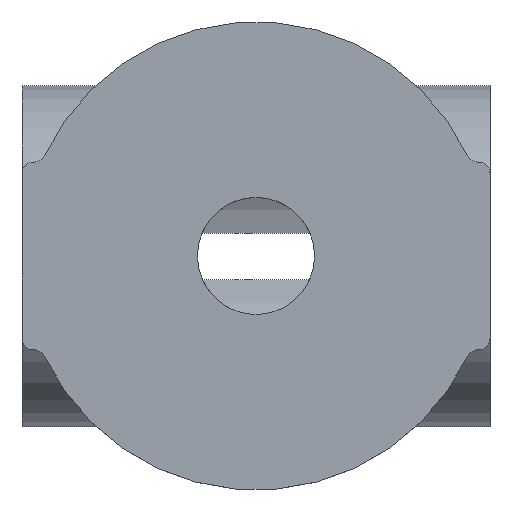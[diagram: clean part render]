
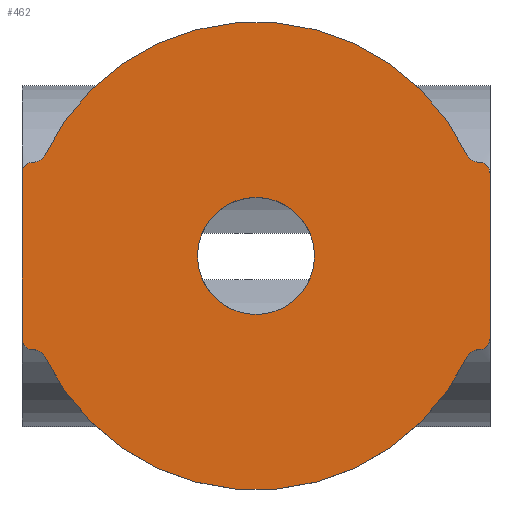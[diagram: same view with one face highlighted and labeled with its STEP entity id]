
A CAD part, top view. The second image highlights one B-rep face of the part: STEP entity #462.
In plain terms, the highlighted planar face has unit normal (0, 0, 1).
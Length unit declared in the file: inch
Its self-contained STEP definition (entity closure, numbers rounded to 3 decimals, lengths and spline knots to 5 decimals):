
#16=FACE_BOUND('',#85,.T.);
#33=PLANE('',#524);
#58=FACE_OUTER_BOUND('',#84,.T.);
#84=EDGE_LOOP('',(#407,#408,#409,#410,#411,#412,#413,#414,#415,#416,#417,
#418,#419,#420,#421,#422));
#85=EDGE_LOOP('',(#423));
#88=LINE('',#672,#125);
#94=LINE('',#710,#131);
#99=LINE('',#730,#136);
#103=LINE('',#743,#140);
#111=LINE('',#776,#148);
#113=LINE('',#793,#150);
#125=VECTOR('',#537,0.3937);
#131=VECTOR('',#553,0.3937);
#136=VECTOR('',#572,0.3937);
#140=VECTOR('',#584,0.3937);
#148=VECTOR('',#604,0.3937);
#150=VECTOR('',#612,0.3937);
#161=CIRCLE('',#479,0.025);
#162=CIRCLE('',#482,0.025);
#163=CIRCLE('',#484,0.025);
#168=CIRCLE('',#491,0.025);
#170=CIRCLE('',#495,0.025);
#171=CIRCLE('',#498,0.025);
#173=CIRCLE('',#501,0.025);
#174=CIRCLE('',#504,0.025);
#178=CIRCLE('',#510,0.5);
#181=CIRCLE('',#514,0.5);
#182=CIRCLE('',#523,0.125);
#185=VERTEX_POINT('',#665);
#186=VERTEX_POINT('',#667);
#187=VERTEX_POINT('',#671);
#189=VERTEX_POINT('',#677);
#191=VERTEX_POINT('',#692);
#192=VERTEX_POINT('',#693);
#201=VERTEX_POINT('',#724);
#202=VERTEX_POINT('',#726);
#205=VERTEX_POINT('',#736);
#206=VERTEX_POINT('',#738);
#207=VERTEX_POINT('',#742);
#209=VERTEX_POINT('',#748);
#213=VERTEX_POINT('',#766);
#214=VERTEX_POINT('',#768);
#216=VERTEX_POINT('',#774);
#217=VERTEX_POINT('',#778);
#225=VERTEX_POINT('',#862);
#228=EDGE_CURVE('',#185,#186,#161,.T.);
#230=EDGE_CURVE('',#186,#187,#88,.T.);
#233=EDGE_CURVE('',#187,#189,#162,.T.);
#236=EDGE_CURVE('',#191,#192,#163,.T.);
#240=EDGE_CURVE('',#189,#191,#94,.T.);
#248=EDGE_CURVE('',#201,#202,#168,.T.);
#250=EDGE_CURVE('',#192,#201,#99,.T.);
#254=EDGE_CURVE('',#205,#206,#170,.T.);
#256=EDGE_CURVE('',#206,#207,#103,.T.);
#259=EDGE_CURVE('',#207,#209,#171,.T.);
#264=EDGE_CURVE('',#213,#214,#173,.T.);
#268=EDGE_CURVE('',#216,#213,#111,.T.);
#269=EDGE_CURVE('',#217,#216,#174,.T.);
#272=EDGE_CURVE('',#209,#217,#113,.T.);
#278=EDGE_CURVE('',#202,#205,#178,.T.);
#281=EDGE_CURVE('',#214,#185,#181,.T.);
#291=EDGE_CURVE('',#225,#225,#182,.T.);
#407=ORIENTED_EDGE('',*,*,#233,.F.);
#408=ORIENTED_EDGE('',*,*,#230,.F.);
#409=ORIENTED_EDGE('',*,*,#228,.F.);
#410=ORIENTED_EDGE('',*,*,#281,.F.);
#411=ORIENTED_EDGE('',*,*,#264,.F.);
#412=ORIENTED_EDGE('',*,*,#268,.F.);
#413=ORIENTED_EDGE('',*,*,#269,.F.);
#414=ORIENTED_EDGE('',*,*,#272,.F.);
#415=ORIENTED_EDGE('',*,*,#259,.F.);
#416=ORIENTED_EDGE('',*,*,#256,.F.);
#417=ORIENTED_EDGE('',*,*,#254,.F.);
#418=ORIENTED_EDGE('',*,*,#278,.F.);
#419=ORIENTED_EDGE('',*,*,#248,.F.);
#420=ORIENTED_EDGE('',*,*,#250,.F.);
#421=ORIENTED_EDGE('',*,*,#236,.F.);
#422=ORIENTED_EDGE('',*,*,#240,.F.);
#423=ORIENTED_EDGE('',*,*,#291,.F.);
#462=ADVANCED_FACE('',(#58,#16),#33,.F.);
#479=AXIS2_PLACEMENT_3D('',#668,#532,#533);
#482=AXIS2_PLACEMENT_3D('',#678,#542,#543);
#484=AXIS2_PLACEMENT_3D('',#694,#547,#548);
#491=AXIS2_PLACEMENT_3D('',#727,#567,#568);
#495=AXIS2_PLACEMENT_3D('',#739,#579,#580);
#498=AXIS2_PLACEMENT_3D('',#749,#589,#590);
#501=AXIS2_PLACEMENT_3D('',#769,#597,#598);
#504=AXIS2_PLACEMENT_3D('',#779,#607,#608);
#510=AXIS2_PLACEMENT_3D('',#804,#623,#624);
#514=AXIS2_PLACEMENT_3D('',#808,#631,#632);
#523=AXIS2_PLACEMENT_3D('',#864,#656,#657);
#524=AXIS2_PLACEMENT_3D('',#865,#658,#659);
#532=DIRECTION('center_axis',(0.,0.,
1.));
#533=DIRECTION('ref_axis',(-0.534,-0.845,0.));
#537=DIRECTION('',(1.,0.,0.));
#542=DIRECTION('center_axis',(0.,0.,
-1.));
#543=DIRECTION('ref_axis',(0.707,0.707,0.));
#547=DIRECTION('center_axis',(0.,0.,
-1.));
#548=DIRECTION('ref_axis',(0.707,-0.707,0.));
#553=DIRECTION('',(0.,-1.,0.));
#567=DIRECTION('center_axis',(0.,0.,
1.));
#568=DIRECTION('ref_axis',(-0.534,0.845,0.));
#572=DIRECTION('',(-1.,0.,0.));
#579=DIRECTION('center_axis',(0.,0.,
1.));
#580=DIRECTION('ref_axis',(0.534,0.845,0.));
#584=DIRECTION('',(-1.,0.,0.));
#589=DIRECTION('center_axis',(0.,0.,
-1.));
#590=DIRECTION('ref_axis',(-0.707,-0.707,0.));
#597=DIRECTION('center_axis',(0.,0.,
1.));
#598=DIRECTION('ref_axis',(0.534,-0.845,0.));
#604=DIRECTION('',(1.,0.,0.));
#607=DIRECTION('center_axis',(0.,0.,
-1.));
#608=DIRECTION('ref_axis',(-0.707,0.707,0.));
#612=DIRECTION('',(0.,1.,0.));
#623=DIRECTION('center_axis',(0.,0.,
-1.));
#624=DIRECTION('ref_axis',(1.,0.,0.));
#631=DIRECTION('center_axis',(0.,0.,
-1.));
#632=DIRECTION('ref_axis',(1.,0.,0.));
#656=DIRECTION('center_axis',(0.,0.,
1.));
#657=DIRECTION('ref_axis',(1.,0.,0.));
#658=DIRECTION('center_axis',(0.,0.,
-1.));
#659=DIRECTION('ref_axis',(1.,0.,0.));
#665=CARTESIAN_POINT('',(1.98578,-3.27615,-0.25111));
#667=CARTESIAN_POINT('',(2.00836,-3.29041,-0.25111));
#668=CARTESIAN_POINT('Origin',(2.00836,-3.26541,-0.25111));
#671=CARTESIAN_POINT('',(2.00925,-3.29041,-0.25111));
#672=CARTESIAN_POINT('',(1.78425,-3.29041,-0.25111));
#677=CARTESIAN_POINT('',(2.03425,-3.31541,-0.25111));
#678=CARTESIAN_POINT('Origin',(2.00925,-3.31541,-0.25111));
#692=CARTESIAN_POINT('',(2.03425,-3.66641,-0.25111));
#693=CARTESIAN_POINT('',(2.00925,-3.69141,-0.25111));
#694=CARTESIAN_POINT('Origin',(2.00925,-3.66641,-0.25111));
#710=CARTESIAN_POINT('',(2.03425,-3.49091,-0.25111));
#724=CARTESIAN_POINT('',(2.00836,-3.69141,-0.25111));
#726=CARTESIAN_POINT('',(1.98578,-3.70568,-0.25111));
#727=CARTESIAN_POINT('Origin',(2.00836,-3.71641,-0.25111));
#730=CARTESIAN_POINT('',(1.76327,-3.69141,-0.25111));
#736=CARTESIAN_POINT('',(1.08272,-3.70568,-0.25111));
#738=CARTESIAN_POINT('',(1.06015,-3.69141,-0.25111));
#739=CARTESIAN_POINT('Origin',(1.06015,-3.71641,-0.25111));
#742=CARTESIAN_POINT('',(1.05925,-3.69141,-0.25111));
#743=CARTESIAN_POINT('',(1.28425,-3.69141,-0.25111));
#748=CARTESIAN_POINT('',(1.03425,-3.66641,-0.25111));
#749=CARTESIAN_POINT('Origin',(1.05925,-3.66641,-0.25111));
#766=CARTESIAN_POINT('',(1.06015,-3.29041,-0.25111));
#768=CARTESIAN_POINT('',(1.08272,-3.27615,-0.25111));
#769=CARTESIAN_POINT('Origin',(1.06015,-3.26541,-0.25111));
#774=CARTESIAN_POINT('',(1.05925,-3.29041,-0.25111));
#776=CARTESIAN_POINT('',(1.30523,-3.29041,-0.25111));
#778=CARTESIAN_POINT('',(1.03425,-3.31541,-0.25111));
#779=CARTESIAN_POINT('Origin',(1.05925,-3.31541,-0.25111));
#793=CARTESIAN_POINT('',(1.03425,-3.49091,-0.25111));
#804=CARTESIAN_POINT('Origin',(1.53425,-3.49091,-0.25111));
#808=CARTESIAN_POINT('Origin',(1.53425,-3.49091,-0.25111));
#862=CARTESIAN_POINT('',(1.40925,-3.49091,-0.25111));
#864=CARTESIAN_POINT('Origin',(1.53425,-3.49091,-0.25111));
#865=CARTESIAN_POINT('Origin',(1.53425,-3.49091,-0.25111));
